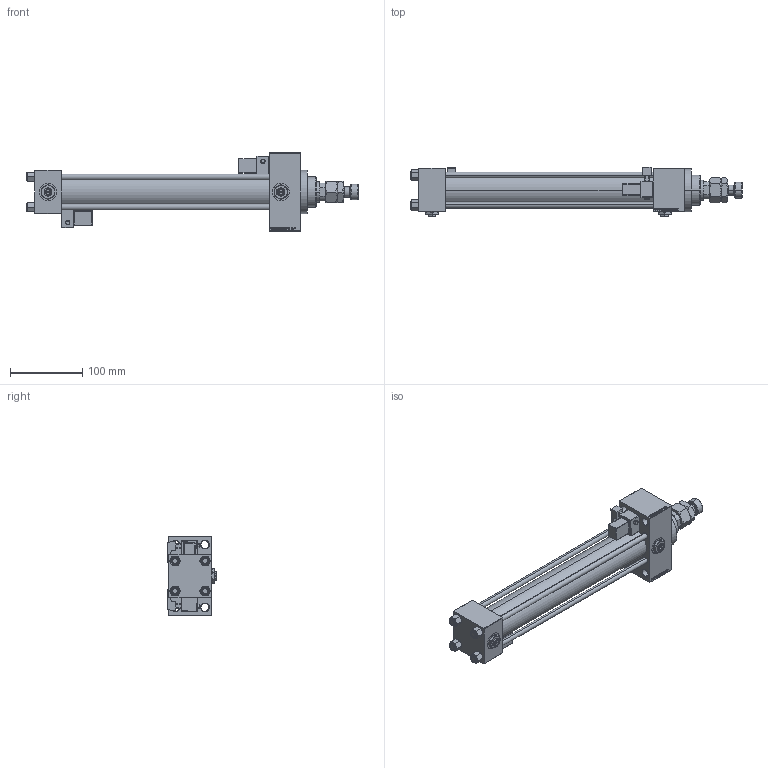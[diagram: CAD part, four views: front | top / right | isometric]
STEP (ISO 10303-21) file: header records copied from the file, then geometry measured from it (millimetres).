
FILE_DESCRIPTION (( 'STEP AP203' ), '1' );
FILE_NAME ('37d1.STEP', '2025-09-18T12:04:14', ( '' ), ( '' ), 'SwSTEP 2.0', 'SolidWorks 2019', '' );
FILE_SCHEMA (( 'CONFIG_CONTROL_DESIGN' ));
Length unit declared in the file: millimetre
Products named in the file (9): V215CR_D_TYCINKA 3a4e59dd201ad6db1b10de0283ca3779; MFA 3a4e59dd201ad6db1b10de0283ca3779; V215CR_MSU 3a4e59dd201ad6db1b10de0283ca3779; NUT_M5_D 3a4e59dd201ad6db1b10de0283ca3779; 37d1; V215_VC_A 3a4e59dd201ad6db1b10de0283ca3779; Zatka_pro_OIL_PORT 3a4e59dd201ad6db1b10de0283ca3779; V215CR_VCP_D 3a4e59dd201ad6db1b10de0283ca3779; V215CR_D_Body 3a4e59dd201ad6db1b10de0283ca3779
Assembly tree (16 placements, depth 2):
  37d1
    V215CR_D_Body 3a4e59dd201ad6db1b10de0283ca3779
    V215CR_VCP_D 3a4e59dd201ad6db1b10de0283ca3779
    NUT_M5_D 3a4e59dd201ad6db1b10de0283ca3779  x4
    V215CR_D_TYCINKA 3a4e59dd201ad6db1b10de0283ca3779  x4
    V215_VC_A 3a4e59dd201ad6db1b10de0283ca3779
    MFA 3a4e59dd201ad6db1b10de0283ca3779
    V215CR_MSU 3a4e59dd201ad6db1b10de0283ca3779  x2
    Zatka_pro_OIL_PORT 3a4e59dd201ad6db1b10de0283ca3779  x2
Bounding box: 460 x 68.9 x 109 mm (x, y, z)
Volume: 873563.5 mm3; surface area: 254835.1 mm2
Topology: 16 solids, 16 shells, 1411 faces, 3454 edges, 2176 vertices
Faces by surface type: plane 620, bspline 368, cone 212, cylinder 163, torus 24, sphere 24
Entity records: 53177 total; most frequent: CARTESIAN_POINT 26602, ORIENTED_EDGE 5826, DIRECTION 4049, EDGE_CURVE 2913, VERTEX_POINT 1878, LINE 1673, VECTOR 1673, EDGE_LOOP 1315
